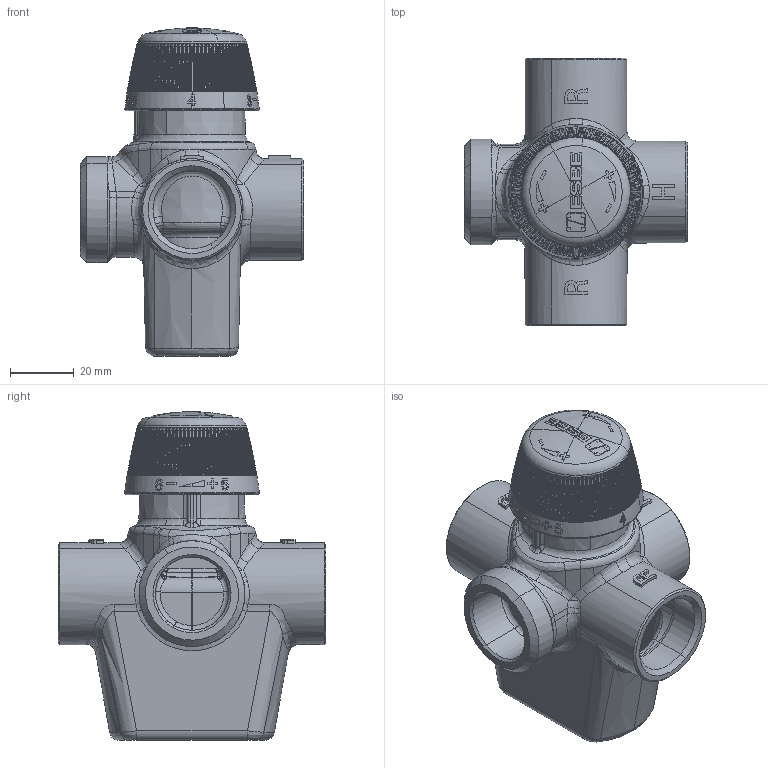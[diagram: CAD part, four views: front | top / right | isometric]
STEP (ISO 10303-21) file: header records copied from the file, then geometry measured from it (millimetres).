
FILE_DESCRIPTION(('CATIA V5 STEP Exchange'),'2;1');
FILE_NAME('VTG140_31810100.stp','2019-10-23T05:49:13+00:00',('none'),('none'),'CATIA Version 5-6 Release 2014 SP4 HF22','CATIA V5 STEP AP203','none');
FILE_SCHEMA(('CONFIG_CONTROL_DESIGN'));
Products named in the file (1): VTG140_31810100
Bounding box: 70 x 84 x 103.05 mm (x, y, z)
Volume: 122234.3 mm3; surface area: 44825.7 mm2
Topology: 1 solids, 4 shells, 2567 faces, 7497 edges, 4961 vertices
Faces by surface type: plane 1193, cylinder 416, bspline 404, revolution 203, torus 183, cone 91, sphere 67, extrusion 10
Entity records: 109076 total; most frequent: CARTESIAN_POINT 51382, ORIENTED_EDGE 14922, EDGE_CURVE 7461, DIRECTION 7005, VERTEX_POINT 4961, B_SPLINE_CURVE_WITH_KNOTS 3510, AXIS2_PLACEMENT_3D 3322, EDGE_LOOP 2714
